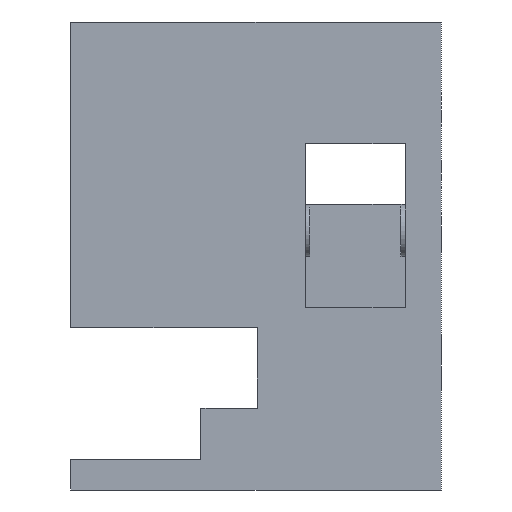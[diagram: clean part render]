
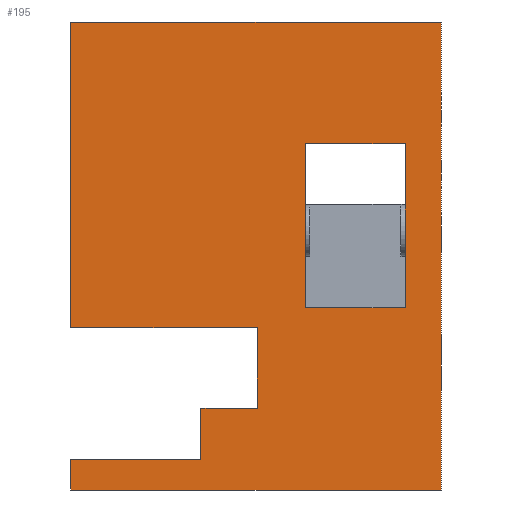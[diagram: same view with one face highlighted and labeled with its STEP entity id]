
A CAD part, front view. The second image highlights one B-rep face of the part: STEP entity #195.
In plain terms, the highlighted planar face has unit normal (0, -1, 0).
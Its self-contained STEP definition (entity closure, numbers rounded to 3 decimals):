
#32 = VERTEX_POINT('',#33);
#33 = CARTESIAN_POINT('',(25.85,-23.,34.));
#39 = EDGE_CURVE('',#32,#40,#42,.T.);
#40 = VERTEX_POINT('',#41);
#41 = CARTESIAN_POINT('',(14.35,-23.,34.));
#42 = LINE('',#43,#44);
#43 = CARTESIAN_POINT('',(14.75,-23.,34.));
#44 = VECTOR('',#45,1.);
#45 = DIRECTION('',(-1.,0.,0.));
#110 = EDGE_CURVE('',#32,#111,#113,.T.);
#111 = VERTEX_POINT('',#112);
#112 = CARTESIAN_POINT('',(25.85,-23.,15.13));
#113 = LINE('',#114,#115);
#114 = CARTESIAN_POINT('',(25.85,-23.,34.));
#115 = VECTOR('',#116,1.);
#116 = DIRECTION('',(0.,0.,-1.));
#195 = ADVANCED_FACE('',(#196,#278),#296,.T.);
#196 = FACE_BOUND('',#197,.T.);
#197 = EDGE_LOOP('',(#198,#208,#216,#224,#232,#240,#248,#256,#264,#272)
  );
#198 = ORIENTED_EDGE('',*,*,#199,.T.);
#199 = EDGE_CURVE('',#200,#202,#204,.T.);
#200 = VERTEX_POINT('',#201);
#201 = CARTESIAN_POINT('',(-12.67,-23.,-5.87));
#202 = VERTEX_POINT('',#203);
#203 = CARTESIAN_POINT('',(30.,-23.,-5.87));
#204 = LINE('',#205,#206);
#205 = CARTESIAN_POINT('',(-12.67,-23.,-5.87));
#206 = VECTOR('',#207,1.);
#207 = DIRECTION('',(1.,0.,0.));
#208 = ORIENTED_EDGE('',*,*,#209,.T.);
#209 = EDGE_CURVE('',#202,#210,#212,.T.);
#210 = VERTEX_POINT('',#211);
#211 = CARTESIAN_POINT('',(30.,-23.,48.));
#212 = LINE('',#213,#214);
#213 = CARTESIAN_POINT('',(30.,-23.,18.645));
#214 = VECTOR('',#215,1.);
#215 = DIRECTION('',(0.,0.,1.));
#216 = ORIENTED_EDGE('',*,*,#217,.T.);
#217 = EDGE_CURVE('',#210,#218,#220,.T.);
#218 = VERTEX_POINT('',#219);
#219 = CARTESIAN_POINT('',(-12.67,-23.,48.));
#220 = LINE('',#221,#222);
#221 = CARTESIAN_POINT('',(-2.5,-23.,48.));
#222 = VECTOR('',#223,1.);
#223 = DIRECTION('',(-1.,-0.,-0.));
#224 = ORIENTED_EDGE('',*,*,#225,.T.);
#225 = EDGE_CURVE('',#218,#226,#228,.T.);
#226 = VERTEX_POINT('',#227);
#227 = CARTESIAN_POINT('',(-12.67,-23.,12.81));
#228 = LINE('',#229,#230);
#229 = CARTESIAN_POINT('',(-12.67,-23.,14.31));
#230 = VECTOR('',#231,1.);
#231 = DIRECTION('',(0.,0.,-1.));
#232 = ORIENTED_EDGE('',*,*,#233,.F.);
#233 = EDGE_CURVE('',#234,#226,#236,.T.);
#234 = VERTEX_POINT('',#235);
#235 = CARTESIAN_POINT('',(8.83,-23.,12.81));
#236 = LINE('',#237,#238);
#237 = CARTESIAN_POINT('',(-2.5,-23.,12.81));
#238 = VECTOR('',#239,1.);
#239 = DIRECTION('',(-1.,-0.,-0.));
#240 = ORIENTED_EDGE('',*,*,#241,.F.);
#241 = EDGE_CURVE('',#242,#234,#244,.T.);
#242 = VERTEX_POINT('',#243);
#243 = CARTESIAN_POINT('',(8.83,-23.,3.55));
#244 = LINE('',#245,#246);
#245 = CARTESIAN_POINT('',(8.83,-23.,13.33));
#246 = VECTOR('',#247,1.);
#247 = DIRECTION('',(0.,0.,1.));
#248 = ORIENTED_EDGE('',*,*,#249,.F.);
#249 = EDGE_CURVE('',#250,#242,#252,.T.);
#250 = VERTEX_POINT('',#251);
#251 = CARTESIAN_POINT('',(2.33,-23.,3.55));
#252 = LINE('',#253,#254);
#253 = CARTESIAN_POINT('',(7.83,-23.,3.55));
#254 = VECTOR('',#255,1.);
#255 = DIRECTION('',(1.,0.,0.));
#256 = ORIENTED_EDGE('',*,*,#257,.F.);
#257 = EDGE_CURVE('',#258,#250,#260,.T.);
#258 = VERTEX_POINT('',#259);
#259 = CARTESIAN_POINT('',(2.33,-23.,-2.34));
#260 = LINE('',#261,#262);
#261 = CARTESIAN_POINT('',(2.33,-23.,2.05));
#262 = VECTOR('',#263,1.);
#263 = DIRECTION('',(0.,0.,1.));
#264 = ORIENTED_EDGE('',*,*,#265,.T.);
#265 = EDGE_CURVE('',#258,#266,#268,.T.);
#266 = VERTEX_POINT('',#267);
#267 = CARTESIAN_POINT('',(-12.67,-23.,-2.34));
#268 = LINE('',#269,#270);
#269 = CARTESIAN_POINT('',(2.33,-23.,-2.34));
#270 = VECTOR('',#271,1.);
#271 = DIRECTION('',(-1.,0.,0.));
#272 = ORIENTED_EDGE('',*,*,#273,.T.);
#273 = EDGE_CURVE('',#266,#200,#274,.T.);
#274 = LINE('',#275,#276);
#275 = CARTESIAN_POINT('',(-12.67,-23.,-0.84));
#276 = VECTOR('',#277,1.);
#277 = DIRECTION('',(0.,0.,-1.));
#278 = FACE_BOUND('',#279,.T.);
#279 = EDGE_LOOP('',(#280,#281,#282,#290));
#280 = ORIENTED_EDGE('',*,*,#39,.F.);
#281 = ORIENTED_EDGE('',*,*,#110,.T.);
#282 = ORIENTED_EDGE('',*,*,#283,.F.);
#283 = EDGE_CURVE('',#284,#111,#286,.T.);
#284 = VERTEX_POINT('',#285);
#285 = CARTESIAN_POINT('',(14.35,-23.,15.13));
#286 = LINE('',#287,#288);
#287 = CARTESIAN_POINT('',(25.75,-23.,15.13));
#288 = VECTOR('',#289,1.);
#289 = DIRECTION('',(1.,0.,0.));
#290 = ORIENTED_EDGE('',*,*,#291,.T.);
#291 = EDGE_CURVE('',#284,#40,#292,.T.);
#292 = LINE('',#293,#294);
#293 = CARTESIAN_POINT('',(14.35,-23.,11.));
#294 = VECTOR('',#295,1.);
#295 = DIRECTION('',(0.,0.,1.));
#296 = PLANE('',#297);
#297 = AXIS2_PLACEMENT_3D('',#298,#299,#300);
#298 = CARTESIAN_POINT('',(7.955,-23.,18.344));
#299 = DIRECTION('',(-0.,-1.,-0.));
#300 = DIRECTION('',(0.,0.,-1.));
